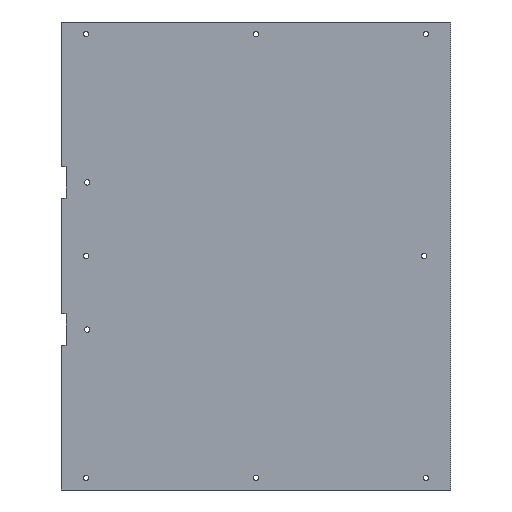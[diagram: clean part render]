
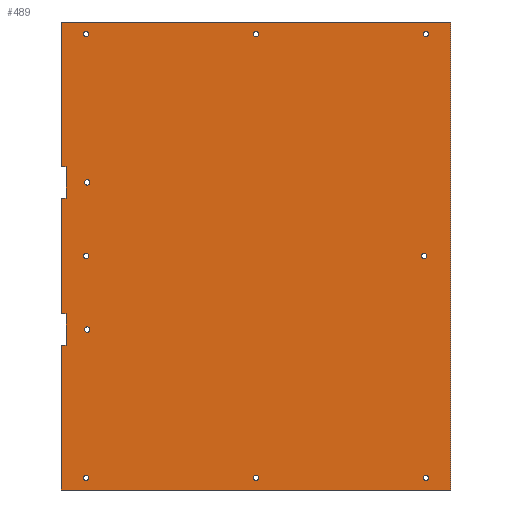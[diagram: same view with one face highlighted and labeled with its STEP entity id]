
A CAD part, front view. The second image highlights one B-rep face of the part: STEP entity #489.
In plain terms, the highlighted planar face has unit normal (0, -1, 0).
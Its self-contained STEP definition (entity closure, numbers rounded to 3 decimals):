
#15=FACE_BOUND('',#82,.T.);
#16=FACE_BOUND('',#83,.T.);
#17=FACE_BOUND('',#84,.T.);
#18=FACE_BOUND('',#85,.T.);
#19=FACE_BOUND('',#86,.T.);
#20=FACE_BOUND('',#87,.T.);
#21=FACE_BOUND('',#88,.T.);
#22=FACE_BOUND('',#89,.T.);
#23=FACE_BOUND('',#90,.T.);
#24=FACE_BOUND('',#91,.T.);
#41=PLANE('',#531);
#57=FACE_OUTER_BOUND('',#81,.T.);
#81=EDGE_LOOP('',(#371,#372,#373,#374,#375,#376,#377,#378,#379,#380,#381,
#382));
#82=EDGE_LOOP('',(#383));
#83=EDGE_LOOP('',(#384));
#84=EDGE_LOOP('',(#385));
#85=EDGE_LOOP('',(#386));
#86=EDGE_LOOP('',(#387));
#87=EDGE_LOOP('',(#388));
#88=EDGE_LOOP('',(#389));
#89=EDGE_LOOP('',(#390));
#90=EDGE_LOOP('',(#391));
#91=EDGE_LOOP('',(#392));
#119=LINE('',#715,#165);
#123=LINE('',#723,#169);
#126=LINE('',#729,#172);
#129=LINE('',#736,#175);
#133=LINE('',#744,#179);
#136=LINE('',#750,#182);
#139=LINE('',#756,#185);
#140=LINE('',#758,#186);
#141=LINE('',#760,#187);
#142=LINE('',#762,#188);
#143=LINE('',#763,#189);
#144=LINE('',#764,#190);
#165=VECTOR('',#581,10.);
#169=VECTOR('',#587,10.);
#172=VECTOR('',#592,10.);
#175=VECTOR('',#597,10.);
#179=VECTOR('',#603,10.);
#182=VECTOR('',#608,10.);
#185=VECTOR('',#613,10.);
#186=VECTOR('',#614,10.);
#187=VECTOR('',#615,10.);
#188=VECTOR('',#616,10.);
#189=VECTOR('',#617,10.);
#190=VECTOR('',#618,10.);
#210=CIRCLE('',#521,2.5);
#212=CIRCLE('',#524,2.5);
#213=CIRCLE('',#532,2.5);
#214=CIRCLE('',#533,2.5);
#215=CIRCLE('',#534,2.5);
#216=CIRCLE('',#535,2.5);
#217=CIRCLE('',#536,2.5);
#218=CIRCLE('',#537,2.5);
#219=CIRCLE('',#538,2.5);
#220=CIRCLE('',#539,2.5);
#230=VERTEX_POINT('',#703);
#232=VERTEX_POINT('',#709);
#233=VERTEX_POINT('',#713);
#234=VERTEX_POINT('',#714);
#237=VERTEX_POINT('',#722);
#239=VERTEX_POINT('',#728);
#241=VERTEX_POINT('',#734);
#242=VERTEX_POINT('',#735);
#245=VERTEX_POINT('',#743);
#247=VERTEX_POINT('',#749);
#249=VERTEX_POINT('',#755);
#250=VERTEX_POINT('',#757);
#251=VERTEX_POINT('',#759);
#252=VERTEX_POINT('',#761);
#253=VERTEX_POINT('',#765);
#254=VERTEX_POINT('',#767);
#255=VERTEX_POINT('',#769);
#256=VERTEX_POINT('',#771);
#257=VERTEX_POINT('',#773);
#258=VERTEX_POINT('',#775);
#259=VERTEX_POINT('',#777);
#260=VERTEX_POINT('',#779);
#275=EDGE_CURVE('',#230,#230,#210,.T.);
#278=EDGE_CURVE('',#232,#232,#212,.T.);
#279=EDGE_CURVE('',#233,#234,#119,.T.);
#283=EDGE_CURVE('',#234,#237,#123,.T.);
#286=EDGE_CURVE('',#239,#233,#126,.T.);
#289=EDGE_CURVE('',#241,#242,#129,.T.);
#293=EDGE_CURVE('',#242,#245,#133,.T.);
#296=EDGE_CURVE('',#247,#241,#136,.T.);
#299=EDGE_CURVE('',#237,#249,#139,.T.);
#300=EDGE_CURVE('',#249,#250,#140,.T.);
#301=EDGE_CURVE('',#250,#251,#141,.T.);
#302=EDGE_CURVE('',#251,#252,#142,.T.);
#303=EDGE_CURVE('',#252,#247,#143,.T.);
#304=EDGE_CURVE('',#245,#239,#144,.T.);
#305=EDGE_CURVE('',#253,#253,#213,.T.);
#306=EDGE_CURVE('',#254,#254,#214,.T.);
#307=EDGE_CURVE('',#255,#255,#215,.T.);
#308=EDGE_CURVE('',#256,#256,#216,.T.);
#309=EDGE_CURVE('',#257,#257,#217,.T.);
#310=EDGE_CURVE('',#258,#258,#218,.T.);
#311=EDGE_CURVE('',#259,#259,#219,.T.);
#312=EDGE_CURVE('',#260,#260,#220,.T.);
#371=ORIENTED_EDGE('',*,*,#286,.T.);
#372=ORIENTED_EDGE('',*,*,#279,.T.);
#373=ORIENTED_EDGE('',*,*,#283,.T.);
#374=ORIENTED_EDGE('',*,*,#299,.T.);
#375=ORIENTED_EDGE('',*,*,#300,.T.);
#376=ORIENTED_EDGE('',*,*,#301,.T.);
#377=ORIENTED_EDGE('',*,*,#302,.T.);
#378=ORIENTED_EDGE('',*,*,#303,.T.);
#379=ORIENTED_EDGE('',*,*,#296,.T.);
#380=ORIENTED_EDGE('',*,*,#289,.T.);
#381=ORIENTED_EDGE('',*,*,#293,.T.);
#382=ORIENTED_EDGE('',*,*,#304,.T.);
#383=ORIENTED_EDGE('',*,*,#275,.T.);
#384=ORIENTED_EDGE('',*,*,#278,.T.);
#385=ORIENTED_EDGE('',*,*,#305,.F.);
#386=ORIENTED_EDGE('',*,*,#306,.F.);
#387=ORIENTED_EDGE('',*,*,#307,.F.);
#388=ORIENTED_EDGE('',*,*,#308,.F.);
#389=ORIENTED_EDGE('',*,*,#309,.T.);
#390=ORIENTED_EDGE('',*,*,#310,.T.);
#391=ORIENTED_EDGE('',*,*,#311,.T.);
#392=ORIENTED_EDGE('',*,*,#312,.T.);
#489=ADVANCED_FACE('',(#57,#15,#16,#17,#18,#19,#20,#21,#22,#23,#24),#41,
 .F.);
#521=AXIS2_PLACEMENT_3D('',#705,#570,#571);
#524=AXIS2_PLACEMENT_3D('',#711,#577,#578);
#531=AXIS2_PLACEMENT_3D('',#754,#611,#612);
#532=AXIS2_PLACEMENT_3D('',#766,#619,#620);
#533=AXIS2_PLACEMENT_3D('',#768,#621,#622);
#534=AXIS2_PLACEMENT_3D('',#770,#623,#624);
#535=AXIS2_PLACEMENT_3D('',#772,#625,#626);
#536=AXIS2_PLACEMENT_3D('',#774,#627,#628);
#537=AXIS2_PLACEMENT_3D('',#776,#629,#630);
#538=AXIS2_PLACEMENT_3D('',#778,#631,#632);
#539=AXIS2_PLACEMENT_3D('',#780,#633,#634);
#570=DIRECTION('center_axis',(0.,1.,0.));
#571=DIRECTION('ref_axis',(-1.,0.,0.));
#577=DIRECTION('center_axis',(0.,1.,0.));
#578=DIRECTION('ref_axis',(-1.,0.,0.));
#581=DIRECTION('',(0.,0.,-1.));
#587=DIRECTION('',(-1.,0.,0.));
#592=DIRECTION('',(1.,0.,0.));
#597=DIRECTION('',(0.,0.,-1.));
#603=DIRECTION('',(-1.,0.,0.));
#608=DIRECTION('',(1.,0.,0.));
#611=DIRECTION('center_axis',(0.,1.,0.));
#612=DIRECTION('ref_axis',(1.,0.,0.));
#613=DIRECTION('',(0.,0.,-1.));
#614=DIRECTION('',(1.,0.,0.));
#615=DIRECTION('',(0.,0.,1.));
#616=DIRECTION('',(-1.,0.,0.));
#617=DIRECTION('',(0.,0.,-1.));
#618=DIRECTION('',(0.,0.,-1.));
#619=DIRECTION('center_axis',(0.,-1.,0.));
#620=DIRECTION('ref_axis',(1.,0.,0.));
#621=DIRECTION('center_axis',(0.,-1.,0.));
#622=DIRECTION('ref_axis',(1.,0.,0.));
#623=DIRECTION('center_axis',(0.,-1.,0.));
#624=DIRECTION('ref_axis',(1.,0.,0.));
#625=DIRECTION('center_axis',(0.,-1.,0.));
#626=DIRECTION('ref_axis',(1.,0.,0.));
#627=DIRECTION('center_axis',(0.,1.,0.));
#628=DIRECTION('ref_axis',(-1.,0.,0.));
#629=DIRECTION('center_axis',(0.,1.,0.));
#630=DIRECTION('ref_axis',(-1.,0.,0.));
#631=DIRECTION('center_axis',(0.,1.,0.));
#632=DIRECTION('ref_axis',(-1.,0.,0.));
#633=DIRECTION('center_axis',(0.,1.,0.));
#634=DIRECTION('ref_axis',(-1.,0.,0.));
#703=CARTESIAN_POINT('',(27.,0.,161.1));
#705=CARTESIAN_POINT('Origin',(24.5,0.,161.1));
#709=CARTESIAN_POINT('',(27.,0.,301.1));
#711=CARTESIAN_POINT('Origin',(24.5,0.,301.1));
#713=CARTESIAN_POINT('',(4.5,0.,176.1));
#714=CARTESIAN_POINT('',(4.5,0.,146.1));
#715=CARTESIAN_POINT('',(4.5,0.,188.6));
#722=CARTESIAN_POINT('',(0.,0.,146.1));
#723=CARTESIAN_POINT('',(92.538,0.,146.1));
#728=CARTESIAN_POINT('',(0.,0.,176.1));
#729=CARTESIAN_POINT('',(94.788,0.,176.1));
#734=CARTESIAN_POINT('',(4.5,0.,316.1));
#735=CARTESIAN_POINT('',(4.5,0.,286.1));
#736=CARTESIAN_POINT('',(4.5,0.,258.6));
#743=CARTESIAN_POINT('',(0.,0.,286.1));
#744=CARTESIAN_POINT('',(92.538,0.,286.1));
#749=CARTESIAN_POINT('',(0.,0.,316.1));
#750=CARTESIAN_POINT('',(94.788,0.,316.1));
#754=CARTESIAN_POINT('Origin',(185.075,0.,231.1));
#755=CARTESIAN_POINT('',(0.,0.,8.5));
#756=CARTESIAN_POINT('',(0.,0.,462.2));
#757=CARTESIAN_POINT('',(370.15,0.,8.5));
#758=CARTESIAN_POINT('',(277.613,0.,8.5));
#759=CARTESIAN_POINT('',(370.15,0.,453.7));
#760=CARTESIAN_POINT('',(370.15,0.,0.));
#761=CARTESIAN_POINT('',(0.,0.,453.7));
#762=CARTESIAN_POINT('',(92.538,0.,453.7));
#763=CARTESIAN_POINT('',(0.,0.,462.2));
#764=CARTESIAN_POINT('',(0.,0.,462.2));
#765=CARTESIAN_POINT('',(344.25,0.,442.2));
#766=CARTESIAN_POINT('Origin',(346.75,0.,442.2));
#767=CARTESIAN_POINT('',(20.9,0.,20.));
#768=CARTESIAN_POINT('Origin',(23.4,0.,20.));
#769=CARTESIAN_POINT('',(344.25,0.,20.));
#770=CARTESIAN_POINT('Origin',(346.75,0.,20.));
#771=CARTESIAN_POINT('',(20.9,0.,442.2));
#772=CARTESIAN_POINT('Origin',(23.4,0.,442.2));
#773=CARTESIAN_POINT('',(187.575,0.,20.));
#774=CARTESIAN_POINT('Origin',(185.075,0.,20.));
#775=CARTESIAN_POINT('',(187.575,0.,442.2));
#776=CARTESIAN_POINT('Origin',(185.075,0.,442.2));
#777=CARTESIAN_POINT('',(347.65,0.,231.1));
#778=CARTESIAN_POINT('Origin',(345.15,0.,231.1));
#779=CARTESIAN_POINT('',(25.9,0.,231.1));
#780=CARTESIAN_POINT('Origin',(23.4,0.,231.1));
